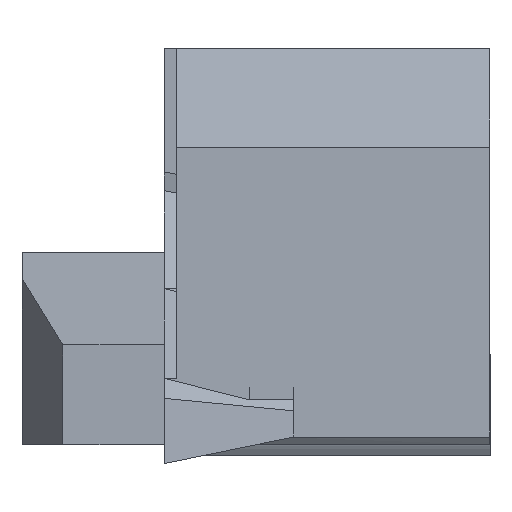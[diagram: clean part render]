
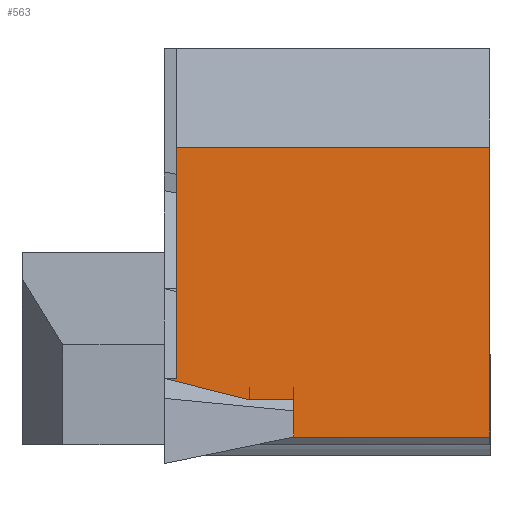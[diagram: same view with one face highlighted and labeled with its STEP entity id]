
A CAD part, left-side view. The second image highlights one B-rep face of the part: STEP entity #563.
In plain terms, the highlighted planar face has unit normal (-1, 0, 0.018).
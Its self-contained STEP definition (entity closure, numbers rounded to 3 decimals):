
#24 = EDGE_CURVE ( 'NONE', #389, #1583, #1699, .T. ) ;
#25 = ORIENTED_EDGE ( 'NONE', *, *, #127, .T. ) ;
#27 = EDGE_LOOP ( 'NONE', ( #138, #25, #746, #975, #843, #1584, #1154, #1301, #1182 ) ) ;
#63 = EDGE_CURVE ( 'NONE', #507, #1104, #312, .T. ) ;
#116 = VECTOR ( 'NONE', #410, 1000. ) ;
#120 = EDGE_CURVE ( 'NONE', #389, #1761, #1917, .T. ) ;
#127 = EDGE_CURVE ( 'NONE', #492, #202, #205, .T. ) ;
#138 = ORIENTED_EDGE ( 'NONE', *, *, #1287, .T. ) ;
#160 = DIRECTION ( 'NONE',  ( -0.017, 0., -1. ) ) ;
#202 = VERTEX_POINT ( 'NONE', #1012 ) ;
#205 = LINE ( 'NONE', #596, #1004 ) ;
#234 = CARTESIAN_POINT ( 'NONE',  ( 0.63, -3.18, -19.548 ) ) ;
#265 = VECTOR ( 'NONE', #609, 1000. ) ;
#268 = VECTOR ( 'NONE', #866, 1000. ) ;
#312 = LINE ( 'NONE', #1905, #354 ) ;
#315 = LINE ( 'NONE', #1527, #268 ) ;
#323 = DIRECTION ( 'NONE',  ( 0.017, 0., 1. ) ) ;
#354 = VECTOR ( 'NONE', #1576, 1000. ) ;
#387 = DIRECTION ( 'NONE',  ( 0., -1., 0. ) ) ;
#389 = VERTEX_POINT ( 'NONE', #580 ) ;
#410 = DIRECTION ( 'NONE',  ( 0.017, 0., 1. ) ) ;
#437 = VECTOR ( 'NONE', #387, 1000. ) ;
#485 = PLANE ( 'NONE',  #1897 ) ;
#492 = VERTEX_POINT ( 'NONE', #911 ) ;
#507 = VERTEX_POINT ( 'NONE', #234 ) ;
#512 = CARTESIAN_POINT ( 'NONE',  ( 0.641, -3.18, -18.904 ) ) ;
#536 = DIRECTION ( 'NONE',  ( 0., 1., 0. ) ) ;
#563 = ADVANCED_FACE ( 'NONE', ( #1916 ), #485, .F. ) ;
#580 = CARTESIAN_POINT ( 'NONE',  ( 0.754, -0.3, -12.427 ) ) ;
#596 = CARTESIAN_POINT ( 'NONE',  ( 0.646, -3.18, -18.634 ) ) ;
#609 = DIRECTION ( 'NONE',  ( 0., -1., 0. ) ) ;
#614 = CARTESIAN_POINT ( 'NONE',  ( 0.655, -0.3, -18.109 ) ) ;
#620 = CARTESIAN_POINT ( 'NONE',  ( 0.622, -8., -20.011 ) ) ;
#647 = CARTESIAN_POINT ( 'NONE',  ( 0.754, 128.644, -12.427 ) ) ;
#662 = EDGE_CURVE ( 'NONE', #1761, #1982, #1759, .T. ) ;
#709 = VERTEX_POINT ( 'NONE', #1413 ) ;
#746 = ORIENTED_EDGE ( 'NONE', *, *, #1741, .F. ) ;
#755 = CARTESIAN_POINT ( 'NONE',  ( 0.63, -8., -19.548 ) ) ;
#781 = VECTOR ( 'NONE', #160, 1000. ) ;
#813 = LINE ( 'NONE', #1183, #1193 ) ;
#843 = ORIENTED_EDGE ( 'NONE', *, *, #914, .T. ) ;
#866 = DIRECTION ( 'NONE',  ( -0.004, -0.97, -0.243 ) ) ;
#911 = CARTESIAN_POINT ( 'NONE',  ( 0.646, -2.099, -18.634 ) ) ;
#914 = EDGE_CURVE ( 'NONE', #507, #1982, #1732, .T. ) ;
#975 = ORIENTED_EDGE ( 'NONE', *, *, #63, .F. ) ;
#982 = EDGE_CURVE ( 'NONE', #1583, #709, #813, .T. ) ;
#1004 = VECTOR ( 'NONE', #1398, 1000. ) ;
#1012 = CARTESIAN_POINT ( 'NONE',  ( 0.646, -3.18, -18.634 ) ) ;
#1099 = DIRECTION ( 'NONE',  ( -0.017, 0., -1. ) ) ;
#1104 = VERTEX_POINT ( 'NONE', #512 ) ;
#1154 = ORIENTED_EDGE ( 'NONE', *, *, #120, .F. ) ;
#1182 = ORIENTED_EDGE ( 'NONE', *, *, #982, .T. ) ;
#1183 = CARTESIAN_POINT ( 'NONE',  ( 0.655, -0.3, -18.109 ) ) ;
#1193 = VECTOR ( 'NONE', #536, 1000. ) ;
#1287 = EDGE_CURVE ( 'NONE', #709, #492, #315, .T. ) ;
#1301 = ORIENTED_EDGE ( 'NONE', *, *, #24, .T. ) ;
#1392 = LINE ( 'NONE', #1504, #116 ) ;
#1398 = DIRECTION ( 'NONE',  ( 0., -1., 0. ) ) ;
#1413 = CARTESIAN_POINT ( 'NONE',  ( 0.655, 0., -18.109 ) ) ;
#1443 = DIRECTION ( 'NONE',  ( 1., 0., -0.017 ) ) ;
#1504 = CARTESIAN_POINT ( 'NONE',  ( 0.735, -3.18, -13.505 ) ) ;
#1527 = CARTESIAN_POINT ( 'NONE',  ( 0.66, 1.11, -17.832 ) ) ;
#1576 = DIRECTION ( 'NONE',  ( 0.017, 0., 1. ) ) ;
#1583 = VERTEX_POINT ( 'NONE', #614 ) ;
#1584 = ORIENTED_EDGE ( 'NONE', *, *, #662, .F. ) ;
#1593 = CARTESIAN_POINT ( 'NONE',  ( 0.796, -0.3, -10. ) ) ;
#1699 = LINE ( 'NONE', #1593, #781 ) ;
#1704 = VECTOR ( 'NONE', #1099, 1000. ) ;
#1732 = LINE ( 'NONE', #1988, #437 ) ;
#1741 = EDGE_CURVE ( 'NONE', #1104, #202, #1392, .T. ) ;
#1759 = LINE ( 'NONE', #620, #1704 ) ;
#1761 = VERTEX_POINT ( 'NONE', #1998 ) ;
#1882 = CARTESIAN_POINT ( 'NONE',  ( 0.754, 128.644, -12.427 ) ) ;
#1897 = AXIS2_PLACEMENT_3D ( 'NONE', #647, #1443, #323 ) ;
#1905 = CARTESIAN_POINT ( 'NONE',  ( 0.735, -3.18, -13.505 ) ) ;
#1916 = FACE_OUTER_BOUND ( 'NONE', #27, .T. ) ;
#1917 = LINE ( 'NONE', #1882, #265 ) ;
#1982 = VERTEX_POINT ( 'NONE', #755 ) ;
#1988 = CARTESIAN_POINT ( 'NONE',  ( 0.63, 128.644, -19.548 ) ) ;
#1998 = CARTESIAN_POINT ( 'NONE',  ( 0.754, -8., -12.427 ) ) ;
